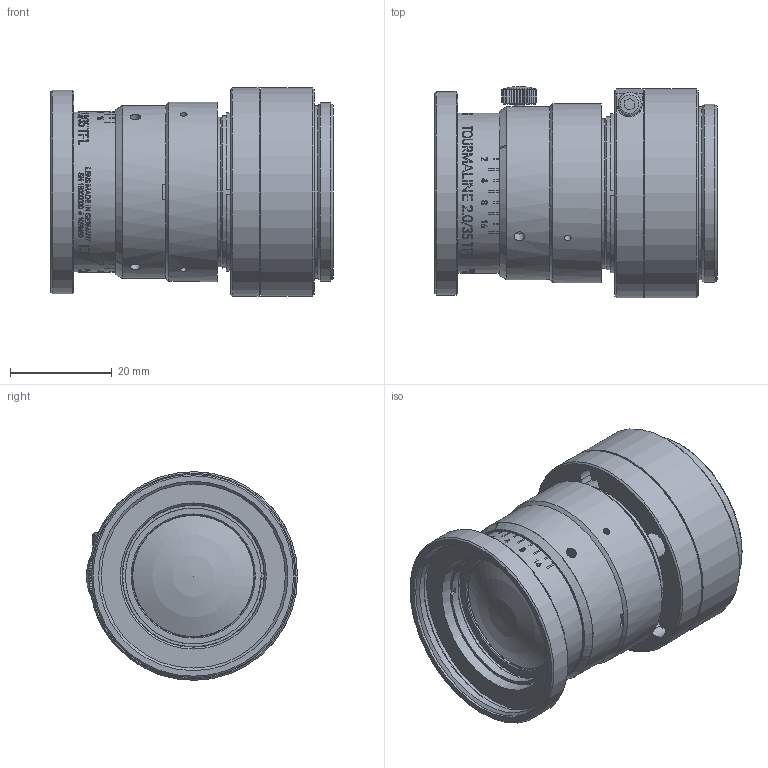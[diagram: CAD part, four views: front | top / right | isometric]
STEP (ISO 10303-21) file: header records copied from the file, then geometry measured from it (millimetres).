
FILE_DESCRIPTION(/* description */ (''),/* implementation_level */ '2;1');
FILE_NAME(/* name */ '1098690_00156357_002.stp',/* time_stamp */ '2021-09-22T11:09:20+02:00',/* author */ (''),/* organization */ (''),/* preprocessor_version */ 'ST-DEVELOPER v16',/* originating_system */ 'SIEMENS PLM Software NX 10.0',/* authorisation */ '');
FILE_SCHEMA (('AP203_CONFIGURATION_CONTROLLED_3D_DESIGN_OF_MECHANICAL_PARTS_AND_ASSEMBLIES_MIM_LF { 1 0 10303 403 2 1 2}'));
Length unit declared in the file: millimetre
Products named in the file (1): Froe09546831tq7p
Bounding box: 55.55 x 41.5 x 41 mm (x, y, z)
Volume: 42363.9 mm3; surface area: 17997.3 mm2
Topology: 1 solids, 4 shells, 477 faces, 1702 edges, 1352 vertices
Faces by surface type: cylinder 229, plane 196, cone 47, sphere 3, torus 2
Full cylindrical faces by diameter (mm): 1.3 x3, 2 x1, 2.05 x4, 22.9 x1, 23.7 x1, 24 x1, 24.5 x1, 24.8 x1, 26.4 x1, 26.7 x1, 27.5 x1, 27.8 x1, 27.96 x2, 28.663 x2, 28.7 x1, 29.4 x1, 29.46 x1, 30 x2, 30.1 x1, 31 x1, 31.3 x1, 31.45 x1, 32 x1, 32.5 x1, 34 x2, 35 x1, 35.2 x1, 36.18 x1, 37.2 x2, 40 x1
Entity records: 20953 total; most frequent: CARTESIAN_POINT 7664, ORIENTED_EDGE 3134, DIRECTION 2034, EDGE_CURVE 1589, VERTEX_POINT 1316, AXIS2_PLACEMENT_3D 837, B_SPLINE_CURVE_WITH_KNOTS 832, EDGE_LOOP 701
